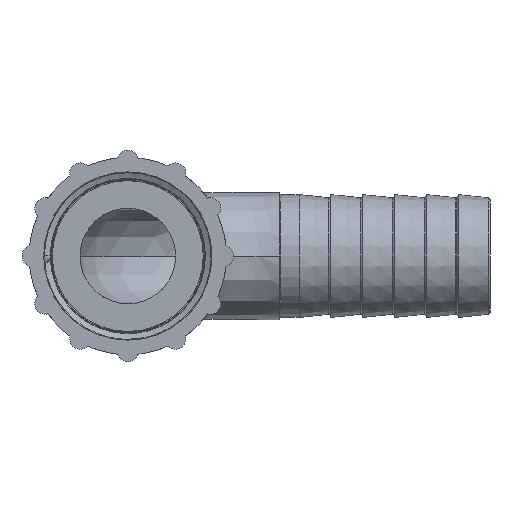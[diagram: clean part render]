
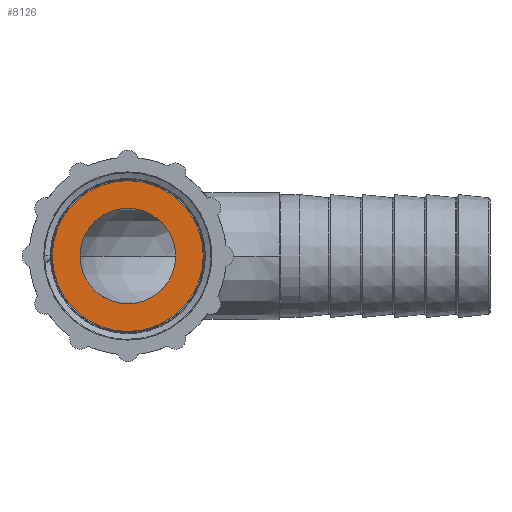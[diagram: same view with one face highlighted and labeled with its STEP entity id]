
A CAD part, front view. The second image highlights one B-rep face of the part: STEP entity #8126.
In plain terms, the highlighted face is planar.
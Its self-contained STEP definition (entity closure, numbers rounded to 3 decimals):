
#1062 = EDGE_CURVE ( 'NONE', #2802, #2793, #6527, .T. ) ;
#1063 = EDGE_CURVE ( 'NONE', #2968, #2962, #6525, .T. ) ;
#2793 = VERTEX_POINT ( 'NONE', #7654 ) ;
#2802 = VERTEX_POINT ( 'NONE', #7663 ) ;
#2962 = VERTEX_POINT ( 'NONE', #7797 ) ;
#2968 = VERTEX_POINT ( 'NONE', #7795 ) ;
#2975 = EDGE_LOOP ( 'NONE', ( #8836, #7130 ) ) ;
#2982 = EDGE_LOOP ( 'NONE', ( #7131, #7132 ) ) ;
#3317 = EDGE_CURVE ( 'NONE', #2793, #2802, #6724, .T. ) ;
#3534 = CARTESIAN_POINT ( 'NONE',  ( -1.15, 0., 0. ) ) ;
#3535 = DIRECTION ( 'NONE',  ( -1., 0., 0. ) ) ;
#3536 = DIRECTION ( 'NONE',  ( 0., 0., 1. ) ) ;
#4707 = CARTESIAN_POINT ( 'NONE',  ( -1.15, 0., 0. ) ) ;
#4708 = DIRECTION ( 'NONE',  ( -1., 0., 0. ) ) ;
#4709 = DIRECTION ( 'NONE',  ( 0., 0., 1. ) ) ;
#4760 = CARTESIAN_POINT ( 'NONE',  ( -1.15, 0., -11.85 ) ) ;
#4764 = FACE_BOUND ( 'NONE', #2975, .T. ) ;
#4765 = FACE_OUTER_BOUND ( 'NONE', #2982, .T. ) ;
#4766 = PLANE ( 'NONE',  #6892 ) ;
#4768 = DIRECTION ( 'NONE',  ( 1., 0., 0. ) ) ;
#4769 = DIRECTION ( 'NONE',  ( 0., 0., -1. ) ) ;
#5217 = CARTESIAN_POINT ( 'NONE',  ( -1.15, 0., 0. ) ) ;
#5218 = DIRECTION ( 'NONE',  ( -1., 0., 0. ) ) ;
#5219 = DIRECTION ( 'NONE',  ( 0., 0., 1. ) ) ;
#5222 = CARTESIAN_POINT ( 'NONE',  ( -1.15, 0., 0. ) ) ;
#5223 = DIRECTION ( 'NONE',  ( -1., 0., 0. ) ) ;
#5224 = DIRECTION ( 'NONE',  ( 0., 0., 1. ) ) ;
#6518 = AXIS2_PLACEMENT_3D ( 'NONE', #5217, #5218, #5219 ) ;
#6525 = CIRCLE ( 'NONE', #6530, 11.85 ) ;
#6527 = CIRCLE ( 'NONE', #6518, 7.5 ) ;
#6530 = AXIS2_PLACEMENT_3D ( 'NONE', #5222, #5223, #5224 ) ;
#6724 = CIRCLE ( 'NONE', #6727, 7.5 ) ;
#6727 = AXIS2_PLACEMENT_3D ( 'NONE', #3534, #3535, #3536 ) ;
#6869 = CIRCLE ( 'NONE', #6872, 11.85 ) ;
#6872 = AXIS2_PLACEMENT_3D ( 'NONE', #4707, #4708, #4709 ) ;
#6892 = AXIS2_PLACEMENT_3D ( 'NONE', #4760, #4768, #4769 ) ;
#7071 = EDGE_CURVE ( 'NONE', #2962, #2968, #6869, .T. ) ;
#7130 = ORIENTED_EDGE ( 'NONE', *, *, #3317, .F. ) ;
#7131 = ORIENTED_EDGE ( 'NONE', *, *, #7071, .T. ) ;
#7132 = ORIENTED_EDGE ( 'NONE', *, *, #1063, .T. ) ;
#7654 = CARTESIAN_POINT ( 'NONE',  ( -1.15, 0., -7.5 ) ) ;
#7663 = CARTESIAN_POINT ( 'NONE',  ( -1.15, 0., 7.5 ) ) ;
#7795 = CARTESIAN_POINT ( 'NONE',  ( -1.15, 0., -11.85 ) ) ;
#7797 = CARTESIAN_POINT ( 'NONE',  ( -1.15, 0., 11.85 ) ) ;
#8126 = ADVANCED_FACE ( 'NONE', ( #4764, #4765 ), #4766, .F. ) ;
#8836 = ORIENTED_EDGE ( 'NONE', *, *, #1062, .F. ) ;
